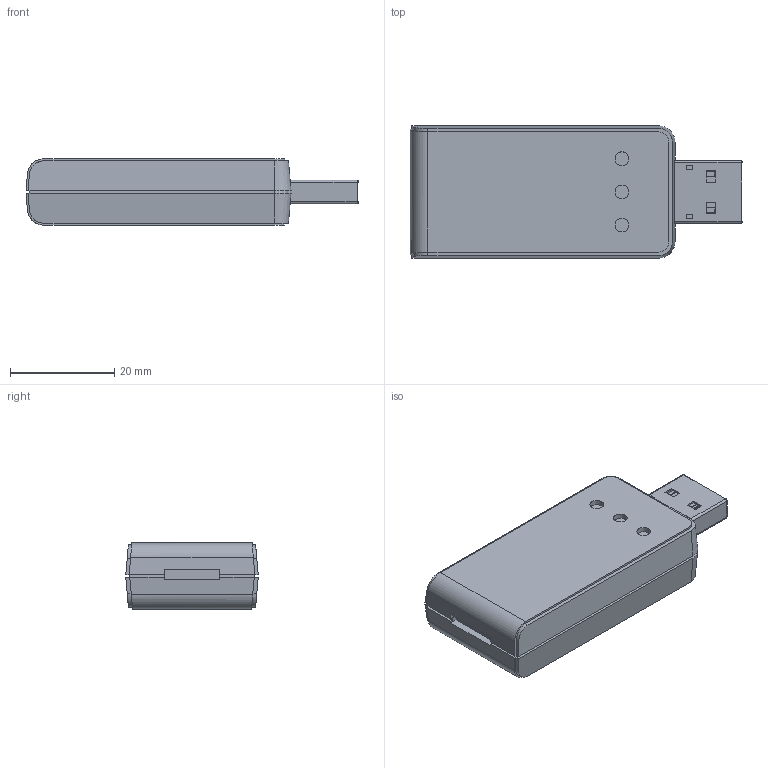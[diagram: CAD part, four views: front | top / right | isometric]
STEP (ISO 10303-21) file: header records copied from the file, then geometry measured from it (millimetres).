
FILE_DESCRIPTION(/* description */ (''),/* implementation_level */ '2;1');
FILE_NAME(/* name */ 'USB320.stp',/* time_stamp */ '2019-03-29T11:43:02-07:00',/* author */ ('sean'),/* organization */ (''),/* preprocessor_version */ 'ST-DEVELOPER v16.13',/* originating_system */ 'Autodesk Inventor 2018',/* authorisation */ '');
FILE_SCHEMA (('AUTOMOTIVE_DESIGN { 1 0 10303 214 3 1 1 }','TECHNICAL_DATA_PACKAGING'));
Length unit declared in the file: inch
Products named in the file (1): USB320_Shrinkwrap_1
Bounding box: 63.58 x 25.36 x 12.7 mm (x, y, z)
Volume: 16020.2 mm3; surface area: 5975 mm2
Topology: 1 solids, 1 shells, 292 faces, 808 edges, 525 vertices
Faces by surface type: plane 211, cylinder 53, bspline 16, cone 12
Full cylindrical faces by diameter (mm): 2.642 x3
Entity records: 11230 total; most frequent: CARTESIAN_POINT 3559, ORIENTED_EDGE 1610, DIRECTION 1493, EDGE_CURVE 805, LINE 655, VECTOR 655, VERTEX_POINT 525, AXIS2_PLACEMENT_3D 419
